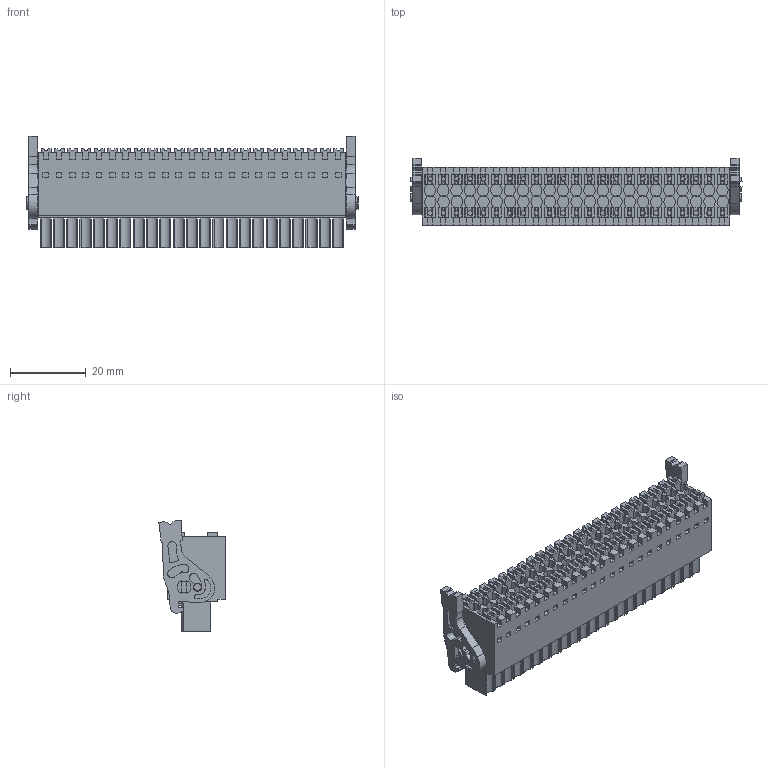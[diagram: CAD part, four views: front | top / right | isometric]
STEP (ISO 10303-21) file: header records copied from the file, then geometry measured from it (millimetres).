
FILE_DESCRIPTION(('CATIA V5 STEP Exchange','CAx-IF Rec.Pracs.--- Model Styling and Organization---1.4--- 2014-01-23'),'2;1');
FILE_NAME ('D1486946_1', '2022-08-03T10:08:11+00:00', ('none'), ('Weidmueller'), 'CATIA Version 5-6 Release 2016 SP3 HF44', 'CATIA V5 STEP AP214', 'none');
FILE_SCHEMA(('AUTOMOTIVE_DESIGN { 1 0 10303 214 1 1 1 1 }'));
Products named in the file (1): 2558710000
Bounding box: 87.4 x 17.45 x 29.28 mm (x, y, z)
Volume: 23844.9 mm3; surface area: 17529.2 mm2
Topology: 49 solids, 49 shells, 2550 faces, 7113 edges, 4742 vertices
Faces by surface type: plane 2210, cylinder 296, extrusion 44
Entity records: 77721 total; most frequent: CARTESIAN_POINT 16628, ORIENTED_EDGE 14226, DIRECTION 9806, EDGE_CURVE 7113, VECTOR 6009, LINE 5965, VERTEX_POINT 4742, EDGE_LOOP 2735
